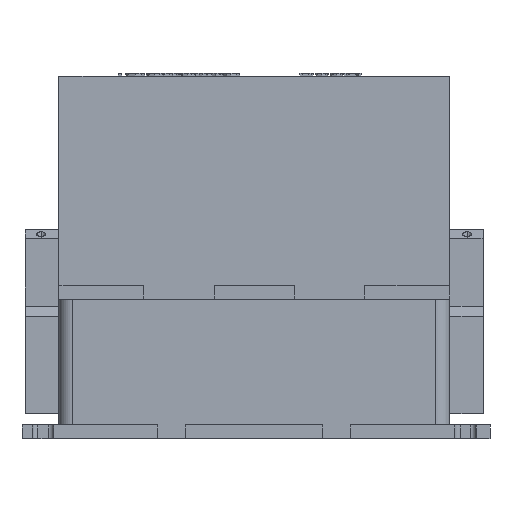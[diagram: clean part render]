
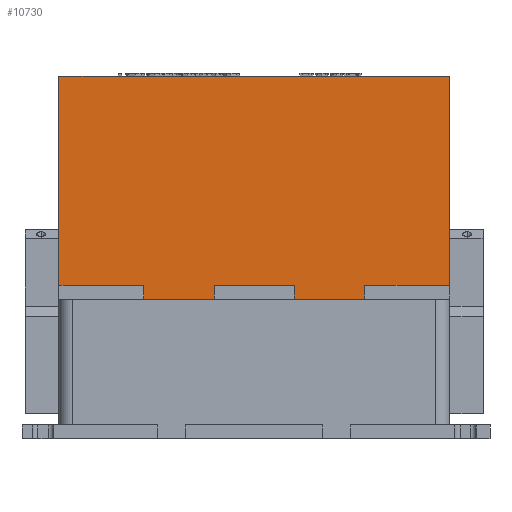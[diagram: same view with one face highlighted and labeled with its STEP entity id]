
A CAD part, front view. The second image highlights one B-rep face of the part: STEP entity #10730.
In plain terms, the highlighted planar face has unit normal (0, -1, 0).
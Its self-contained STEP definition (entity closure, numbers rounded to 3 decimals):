
#661=PLANE('',#11444);
#1222=FACE_OUTER_BOUND('',#1871,.T.);
#1871=EDGE_LOOP('',(#10074,#10075,#10076,#10077));
#3221=LINE('',#17442,#4574);
#3225=LINE('',#17449,#4578);
#3226=LINE('',#17451,#4579);
#3227=LINE('',#17452,#4580);
#4574=VECTOR('',#14126,304.8);
#4578=VECTOR('',#14132,304.8);
#4579=VECTOR('',#14133,304.8);
#4580=VECTOR('',#14134,304.8);
#5675=VERTEX_POINT('',#17438);
#5677=VERTEX_POINT('',#17441);
#5679=VERTEX_POINT('',#17448);
#5680=VERTEX_POINT('',#17450);
#7149=EDGE_CURVE('',#5677,#5675,#3221,.T.);
#7153=EDGE_CURVE('',#5679,#5675,#3225,.T.);
#7154=EDGE_CURVE('',#5680,#5679,#3226,.T.);
#7155=EDGE_CURVE('',#5677,#5680,#3227,.T.);
#10074=ORIENTED_EDGE('',*,*,#7153,.F.);
#10075=ORIENTED_EDGE('',*,*,#7154,.F.);
#10076=ORIENTED_EDGE('',*,*,#7155,.F.);
#10077=ORIENTED_EDGE('',*,*,#7149,.T.);
#10730=ADVANCED_FACE('',(#1222),#661,.T.);
#11444=AXIS2_PLACEMENT_3D('',#17447,#14130,#14131);
#14126=DIRECTION('',(0.,0.,1.));
#14130=DIRECTION('center_axis',(0.,-1.,0.));
#14131=DIRECTION('ref_axis',(0.,0.,-1.));
#14132=DIRECTION('',(1.,0.,0.));
#14133=DIRECTION('',(0.,0.,1.));
#14134=DIRECTION('',(-1.,0.,0.));
#17438=CARTESIAN_POINT('',(70.,-76.5,130.));
#17441=CARTESIAN_POINT('',(70.,-76.5,50.));
#17442=CARTESIAN_POINT('',(70.,-76.5,50.));
#17447=CARTESIAN_POINT('Origin',(-70.,-76.5,130.));
#17448=CARTESIAN_POINT('',(-70.,-76.5,130.));
#17449=CARTESIAN_POINT('',(-70.,-76.5,130.));
#17450=CARTESIAN_POINT('',(-70.,-76.5,50.));
#17451=CARTESIAN_POINT('',(-70.,-76.5,50.));
#17452=CARTESIAN_POINT('',(70.,-76.5,50.));
